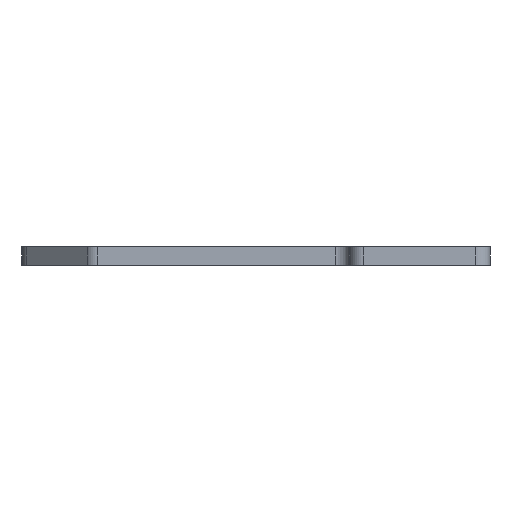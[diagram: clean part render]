
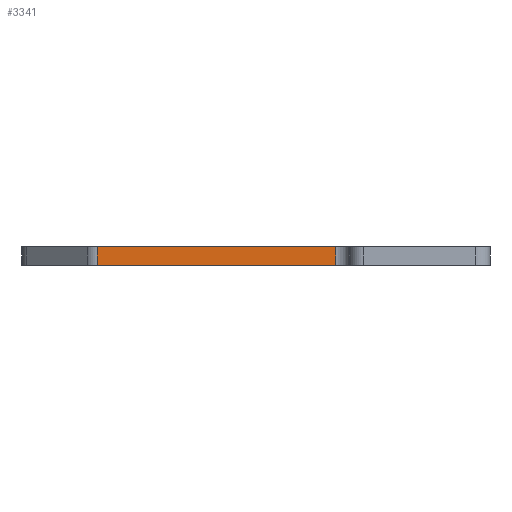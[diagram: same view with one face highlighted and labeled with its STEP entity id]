
A CAD part, left-side view. The second image highlights one B-rep face of the part: STEP entity #3341.
In plain terms, the highlighted planar face has unit normal (-1, 0, 0).
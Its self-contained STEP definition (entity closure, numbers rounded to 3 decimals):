
#124 = FACE_OUTER_BOUND ( 'NONE', #1180, .T. ) ;
#348 = VECTOR ( 'NONE', #444, 1000. ) ;
#425 = PLANE ( 'NONE',  #1089 ) ;
#444 = DIRECTION ( 'NONE',  ( 0., 1., 0. ) ) ;
#446 = DIRECTION ( 'NONE',  ( 0., 0., -1. ) ) ;
#493 = VECTOR ( 'NONE', #2037, 1000. ) ;
#543 = VECTOR ( 'NONE', #1717, 1000. ) ;
#627 = CARTESIAN_POINT ( 'NONE',  ( -100.8, -17., -4. ) ) ;
#733 = CARTESIAN_POINT ( 'NONE',  ( -100.8, -17., -4. ) ) ;
#750 = CARTESIAN_POINT ( 'NONE',  ( -100.8, -50., -4. ) ) ;
#833 = VERTEX_POINT ( 'NONE', #2524 ) ;
#874 = EDGE_CURVE ( 'NONE', #1400, #833, #3077, .T. ) ;
#900 = ORIENTED_EDGE ( 'NONE', *, *, #874, .T. ) ;
#952 = DIRECTION ( 'NONE',  ( 0., 0., -1. ) ) ;
#955 = LINE ( 'NONE', #3403, #493 ) ;
#982 = CARTESIAN_POINT ( 'NONE',  ( -100.8, 33.907, 0. ) ) ;
#1089 = AXIS2_PLACEMENT_3D ( 'NONE', #1229, #2102, #446 ) ;
#1180 = EDGE_LOOP ( 'NONE', ( #2099, #2642, #2464, #900 ) ) ;
#1229 = CARTESIAN_POINT ( 'NONE',  ( -100.8, -50., -4. ) ) ;
#1379 = EDGE_CURVE ( 'NONE', #1400, #1852, #2033, .T. ) ;
#1400 = VERTEX_POINT ( 'NONE', #733 ) ;
#1717 = DIRECTION ( 'NONE',  ( 0., 0., 1. ) ) ;
#1815 = EDGE_CURVE ( 'NONE', #833, #2787, #955, .T. ) ;
#1852 = VERTEX_POINT ( 'NONE', #3293 ) ;
#2033 = LINE ( 'NONE', #750, #348 ) ;
#2037 = DIRECTION ( 'NONE',  ( 0., 1., 0. ) ) ;
#2099 = ORIENTED_EDGE ( 'NONE', *, *, #1815, .T. ) ;
#2102 = DIRECTION ( 'NONE',  ( 1., 0., 0. ) ) ;
#2406 = VECTOR ( 'NONE', #952, 1000. ) ;
#2464 = ORIENTED_EDGE ( 'NONE', *, *, #1379, .F. ) ;
#2524 = CARTESIAN_POINT ( 'NONE',  ( -100.8, -17., 0. ) ) ;
#2612 = CARTESIAN_POINT ( 'NONE',  ( -100.8, 33.907, -4. ) ) ;
#2642 = ORIENTED_EDGE ( 'NONE', *, *, #3387, .T. ) ;
#2787 = VERTEX_POINT ( 'NONE', #982 ) ;
#2914 = LINE ( 'NONE', #2612, #2406 ) ;
#3077 = LINE ( 'NONE', #627, #543 ) ;
#3293 = CARTESIAN_POINT ( 'NONE',  ( -100.8, 33.907, -4. ) ) ;
#3341 = ADVANCED_FACE ( 'NONE', ( #124 ), #425, .F. ) ;
#3387 = EDGE_CURVE ( 'NONE', #2787, #1852, #2914, .T. ) ;
#3403 = CARTESIAN_POINT ( 'NONE',  ( -100.8, -50., 0. ) ) ;
